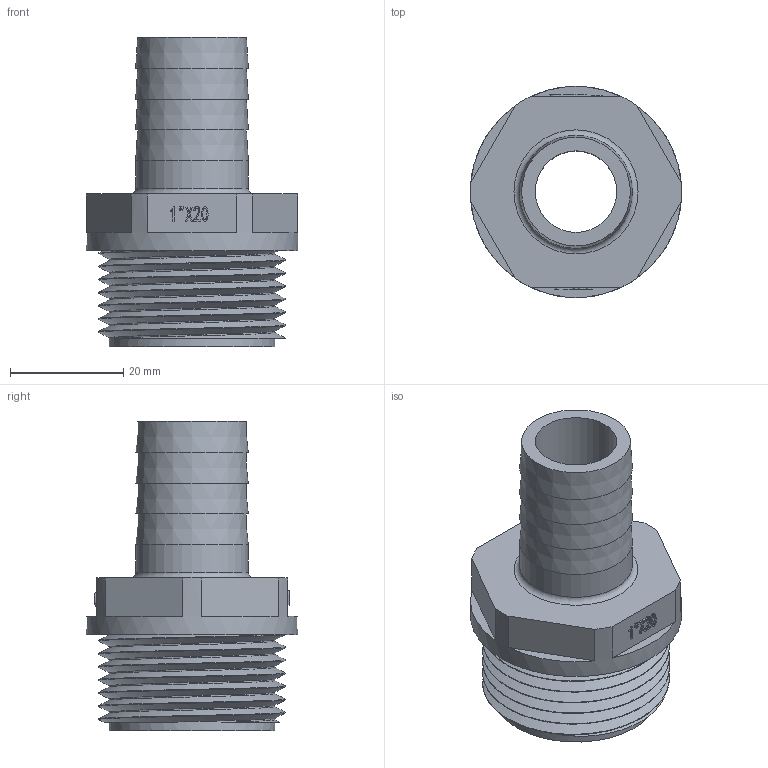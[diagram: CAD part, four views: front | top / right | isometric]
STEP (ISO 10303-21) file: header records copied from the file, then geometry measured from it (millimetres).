
FILE_DESCRIPTION(/* description */ (''),/* implementation_level */ '2;1');
FILE_NAME(/* name */ '1X20外螺软接.stp',/* time_stamp */ '2024-01-20T15:24:32+08:00',/* author */ (''),/* organization */ (''),/* preprocessor_version */ 'ST-DEVELOPER v16',/* originating_system */ 'SIEMENS PLM Software NX 10.0',/* authorisation */ '');
FILE_SCHEMA (('AUTOMOTIVE_DESIGN { 1 0 10303 214 3 1 1 1 }'));
Length unit declared in the file: millimetre
Products named in the file (1): gelv1630FF26jahu
Bounding box: 37.3 x 37.3 x 54.7 mm (x, y, z)
Volume: 19596 mm3; surface area: 10689.6 mm2
Topology: 1 solids, 1 shells, 157 faces, 405 edges, 270 vertices
Faces by surface type: plane 92, extrusion 39, cylinder 19, cone 4, bspline 2, torus 1
Full cylindrical faces by diameter (mm): 1.3 x1, 1.734 x1, 14.4 x1, 19.4 x1, 19.9 x1, 29.3 x7, 37.3 x1
Entity records: 6372 total; most frequent: CARTESIAN_POINT 3099, ORIENTED_EDGE 736, DIRECTION 480, EDGE_CURVE 368, VERTEX_POINT 252, B_SPLINE_CURVE_WITH_KNOTS 230, EDGE_LOOP 184, VECTOR 172
